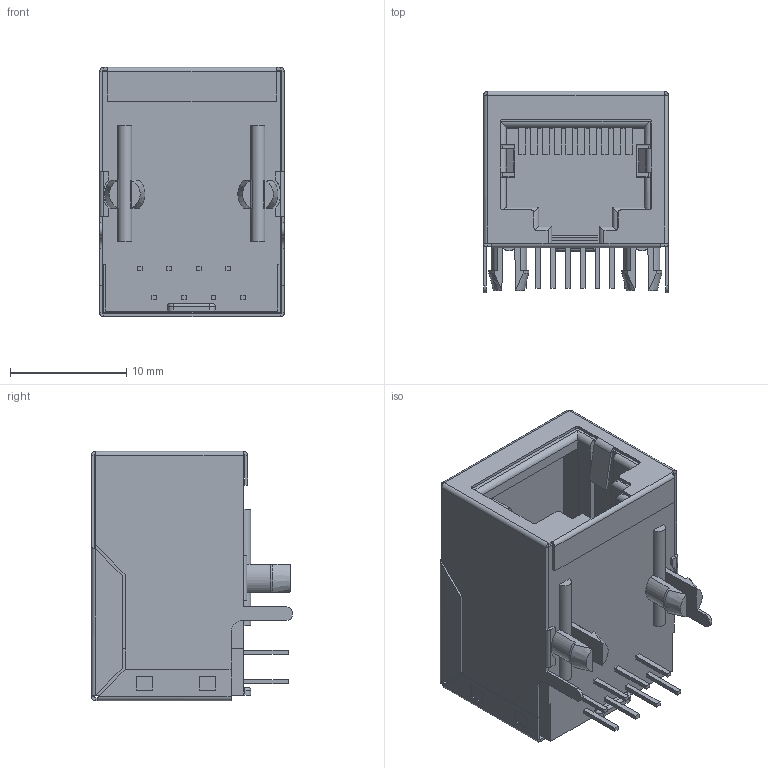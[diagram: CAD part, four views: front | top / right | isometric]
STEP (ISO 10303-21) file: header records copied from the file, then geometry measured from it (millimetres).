
FILE_DESCRIPTION(/* description */ (''),/* implementation_level */ '2;1');
FILE_NAME(/* name */ '652-5-08-xx.stp',/* time_stamp */ '2017-05-17T09:41:06+02:00',/* author */ ('Andreas.Larin'),/* organization */ (''),/* preprocessor_version */ 'ST-DEVELOPER v15.6',/* originating_system */ 'Autodesk Inventor 2015',/* authorisation */ '');
FILE_SCHEMA (('AUTOMOTIVE_DESIGN { 1 0 10303 214 3 1 1 }'));
Length unit declared in the file: centimetre
Products named in the file (1): 652-5-08-xx
Bounding box: 15.88 x 17.3 x 21.4 mm (x, y, z)
Volume: 2808.8 mm3; surface area: 4991 mm2
Topology: 1 solids, 1 shells, 390 faces, 1010 edges, 630 vertices
Faces by surface type: plane 310, cylinder 68, bspline 8, cone 4
Entity records: 11856 total; most frequent: CARTESIAN_POINT 2339, ORIENTED_EDGE 2020, DIRECTION 1878, EDGE_CURVE 1010, LINE 848, VECTOR 848, VERTEX_POINT 630, AXIS2_PLACEMENT_3D 515
